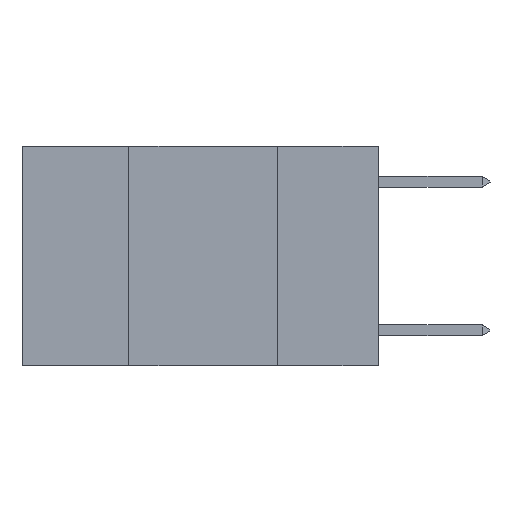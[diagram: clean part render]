
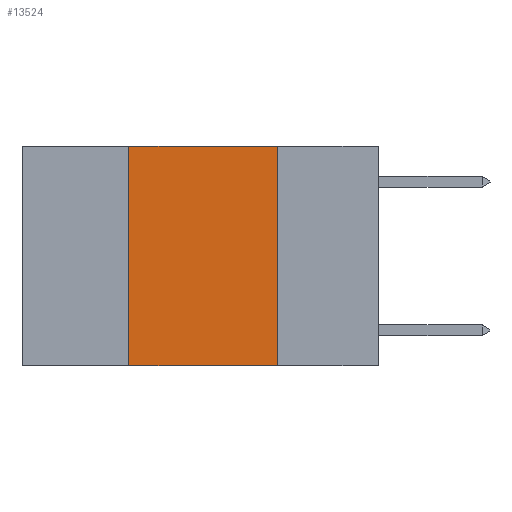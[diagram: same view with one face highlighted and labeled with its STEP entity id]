
A CAD part, left-side view. The second image highlights one B-rep face of the part: STEP entity #13524.
In plain terms, the highlighted planar face has unit normal (-1, 0, 0).
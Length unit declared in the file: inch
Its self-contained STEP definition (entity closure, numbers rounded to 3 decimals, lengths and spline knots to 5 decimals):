
#47 = DIRECTION ( 'NONE',  ( 1., 0., 0. ) ) ;
#223 = LINE ( 'NONE', #10065, #12119 ) ;
#1099 = EDGE_CURVE ( 'NONE', #13675, #5181, #223, .T. ) ;
#1188 = ORIENTED_EDGE ( 'NONE', *, *, #1099, .T. ) ;
#1616 = CARTESIAN_POINT ( 'NONE',  ( 0., 0.42, 0. ) ) ;
#2098 = DIRECTION ( 'NONE',  ( 0., -1., 0. ) ) ;
#3816 = EDGE_LOOP ( 'NONE', ( #4056, #5134, #3892, #1188 ) ) ;
#3892 = ORIENTED_EDGE ( 'NONE', *, *, #5900, .F. ) ;
#3999 = LINE ( 'NONE', #11698, #12809 ) ;
#4056 = ORIENTED_EDGE ( 'NONE', *, *, #7054, .F. ) ;
#4173 = CARTESIAN_POINT ( 'NONE',  ( 0., 0.17, 0. ) ) ;
#4242 = CARTESIAN_POINT ( 'NONE',  ( 0., 0.6, 0. ) ) ;
#5134 = ORIENTED_EDGE ( 'NONE', *, *, #14443, .F. ) ;
#5181 = VERTEX_POINT ( 'NONE', #13287 ) ;
#5391 = DIRECTION ( 'NONE',  ( 0., -1., 0. ) ) ;
#5677 = LINE ( 'NONE', #4242, #8641 ) ;
#5900 = EDGE_CURVE ( 'NONE', #13675, #6467, #9038, .T. ) ;
#6323 = CARTESIAN_POINT ( 'NONE',  ( 0., 0.42, -0.37 ) ) ;
#6409 = CARTESIAN_POINT ( 'NONE',  ( 0., 0.42, 0. ) ) ;
#6467 = VERTEX_POINT ( 'NONE', #1616 ) ;
#6935 = CARTESIAN_POINT ( 'NONE',  ( 0., 0.6, 0. ) ) ;
#7054 = EDGE_CURVE ( 'NONE', #13175, #5181, #3999, .T. ) ;
#7578 = DIRECTION ( 'NONE',  ( 0., 0., 1. ) ) ;
#8118 = DIRECTION ( 'NONE',  ( 0., 0., -1. ) ) ;
#8641 = VECTOR ( 'NONE', #5391, 39.37008 ) ;
#9038 = LINE ( 'NONE', #6409, #14747 ) ;
#9878 = AXIS2_PLACEMENT_3D ( 'NONE', #6935, #47, #8118 ) ;
#10065 = CARTESIAN_POINT ( 'NONE',  ( 0., 0.6, -0.37 ) ) ;
#11099 = FACE_OUTER_BOUND ( 'NONE', #3816, .T. ) ;
#11698 = CARTESIAN_POINT ( 'NONE',  ( 0., 0.17, 0. ) ) ;
#12119 = VECTOR ( 'NONE', #2098, 39.37008 ) ;
#12809 = VECTOR ( 'NONE', #12862, 39.37008 ) ;
#12862 = DIRECTION ( 'NONE',  ( 0., 0., -1. ) ) ;
#13175 = VERTEX_POINT ( 'NONE', #4173 ) ;
#13287 = CARTESIAN_POINT ( 'NONE',  ( 0., 0.17, -0.37 ) ) ;
#13524 = ADVANCED_FACE ( 'NONE', ( #11099 ), #13855, .F. ) ;
#13675 = VERTEX_POINT ( 'NONE', #6323 ) ;
#13855 = PLANE ( 'NONE',  #9878 ) ;
#14443 = EDGE_CURVE ( 'NONE', #6467, #13175, #5677, .T. ) ;
#14747 = VECTOR ( 'NONE', #7578, 39.37008 ) ;
